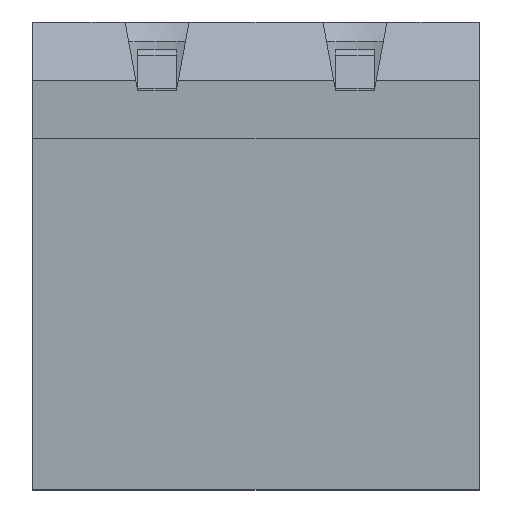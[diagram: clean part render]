
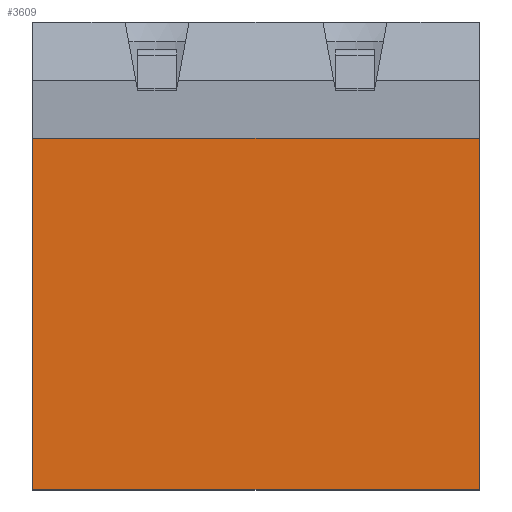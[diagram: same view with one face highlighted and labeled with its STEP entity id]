
A CAD part, top view. The second image highlights one B-rep face of the part: STEP entity #3609.
In plain terms, the highlighted planar face has unit normal (0, 0, 1).
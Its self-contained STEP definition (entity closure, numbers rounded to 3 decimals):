
#24 = DIRECTION ( 'NONE',  ( 0., -1., 0. ) ) ;
#79 = CARTESIAN_POINT ( 'NONE',  ( 10.755, 9.01, 0. ) ) ;
#370 = VECTOR ( 'NONE', #24, 1000. ) ;
#378 = AXIS2_PLACEMENT_3D ( 'NONE', #2529, #2550, #2552 ) ;
#400 = DIRECTION ( 'NONE',  ( 0., 1., 0. ) ) ;
#428 = LINE ( 'NONE', #79, #370 ) ;
#442 = CARTESIAN_POINT ( 'NONE',  ( -0.705, 0., 0. ) ) ;
#472 = VECTOR ( 'NONE', #400, 1000. ) ;
#480 = LINE ( 'NONE', #442, #472 ) ;
#550 = VECTOR ( 'NONE', #585, 1000. ) ;
#582 = LINE ( 'NONE', #595, #550 ) ;
#585 = DIRECTION ( 'NONE',  ( -1., 0., 0. ) ) ;
#595 = CARTESIAN_POINT ( 'NONE',  ( 10.05, 9.01, 0. ) ) ;
#620 = CARTESIAN_POINT ( 'NONE',  ( 10.755, 0., 0. ) ) ;
#713 = CARTESIAN_POINT ( 'NONE',  ( -0.705, 0., 0. ) ) ;
#845 = VECTOR ( 'NONE', #1493, 1000. ) ;
#873 = LINE ( 'NONE', #1512, #845 ) ;
#999 = EDGE_LOOP ( 'NONE', ( #2767, #2775, #2780, #2786 ) ) ;
#1000 = CARTESIAN_POINT ( 'NONE',  ( 10.755, 9.01, 0. ) ) ;
#1493 = DIRECTION ( 'NONE',  ( -1., 0., 0. ) ) ;
#1512 = CARTESIAN_POINT ( 'NONE',  ( 10.05, 0., 0. ) ) ;
#1907 = EDGE_CURVE ( 'NONE', #2245, #2224, #873, .T. ) ;
#2108 = CARTESIAN_POINT ( 'NONE',  ( -0.705, 9.01, 0. ) ) ;
#2224 = VERTEX_POINT ( 'NONE', #713 ) ;
#2245 = VERTEX_POINT ( 'NONE', #620 ) ;
#2256 = EDGE_CURVE ( 'NONE', #2593, #3050, #582, .T. ) ;
#2330 = EDGE_CURVE ( 'NONE', #2224, #3050, #480, .T. ) ;
#2457 = EDGE_CURVE ( 'NONE', #2593, #2245, #428, .T. ) ;
#2522 = PLANE ( 'NONE',  #378 ) ;
#2529 = CARTESIAN_POINT ( 'NONE',  ( 10.05, 9.01, 0. ) ) ;
#2550 = DIRECTION ( 'NONE',  ( 0., 0., -1. ) ) ;
#2552 = DIRECTION ( 'NONE',  ( 0., 1., 0. ) ) ;
#2593 = VERTEX_POINT ( 'NONE', #1000 ) ;
#2767 = ORIENTED_EDGE ( 'NONE', *, *, #2256, .T. ) ;
#2775 = ORIENTED_EDGE ( 'NONE', *, *, #2330, .F. ) ;
#2780 = ORIENTED_EDGE ( 'NONE', *, *, #1907, .F. ) ;
#2786 = ORIENTED_EDGE ( 'NONE', *, *, #2457, .F. ) ;
#3050 = VERTEX_POINT ( 'NONE', #2108 ) ;
#3391 = FACE_OUTER_BOUND ( 'NONE', #999, .T. ) ;
#3609 = ADVANCED_FACE ( 'NONE', ( #3391 ), #2522, .F. ) ;
